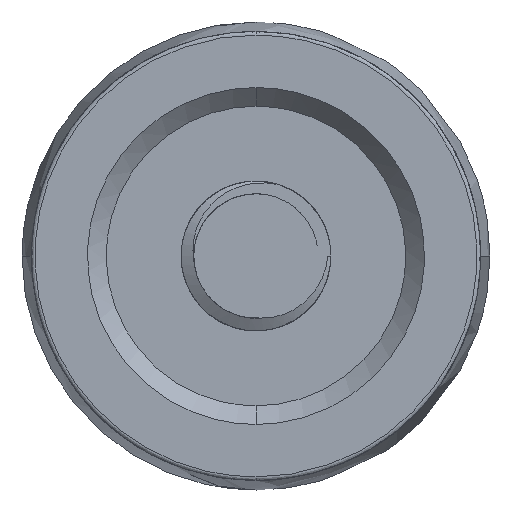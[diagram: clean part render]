
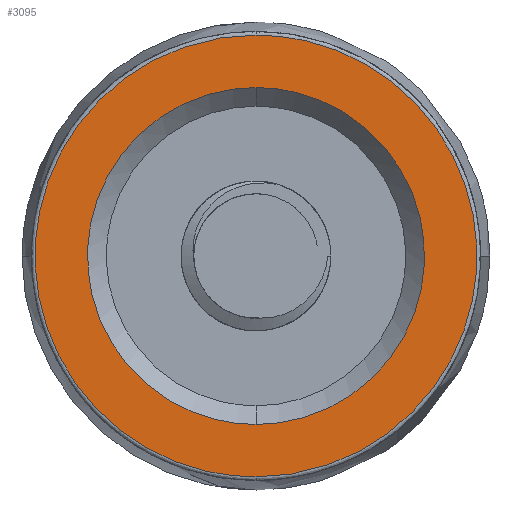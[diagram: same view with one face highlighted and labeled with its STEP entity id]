
A CAD part, front view. The second image highlights one B-rep face of the part: STEP entity #3095.
In plain terms, the highlighted free-form (B-spline) face has degree [1, 1] with [2, 2] control points.
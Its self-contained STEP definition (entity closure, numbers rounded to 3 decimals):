
#21 = EDGE_CURVE('',#22,#24,#26,.T.);
#22 = VERTEX_POINT('',#23);
#23 = CARTESIAN_POINT('',(0.,0.,-13.723));
#24 = VERTEX_POINT('',#25);
#25 = CARTESIAN_POINT('',(0.,0.,13.723));
#26 = ( BOUNDED_CURVE() B_SPLINE_CURVE(2,(#27,#28,#29,#30,#31),
.UNSPECIFIED.,.F.,.F.) B_SPLINE_CURVE_WITH_KNOTS((3,2,3),(3.142,
4.712,6.283),.PIECEWISE_BEZIER_KNOTS.) CURVE() 
GEOMETRIC_REPRESENTATION_ITEM() RATIONAL_B_SPLINE_CURVE((1.,
0.707,1.,0.707,1.)) REPRESENTATION_ITEM('') );
#27 = CARTESIAN_POINT('',(0.,0.,-13.723));
#28 = CARTESIAN_POINT('',(13.723,0.,-13.723));
#29 = CARTESIAN_POINT('',(13.723,0.,0.));
#30 = CARTESIAN_POINT('',(13.723,0.,13.723));
#31 = CARTESIAN_POINT('',(0.,0.,13.723));
#79 = VERTEX_POINT('',#80);
#80 = CARTESIAN_POINT('',(0.,0.,-10.467));
#85 = EDGE_CURVE('',#86,#79,#88,.T.);
#86 = VERTEX_POINT('',#87);
#87 = CARTESIAN_POINT('',(0.,0.,10.467));
#88 = ( BOUNDED_CURVE() B_SPLINE_CURVE(2,(#89,#90,#91,#92,#93),
.UNSPECIFIED.,.F.,.F.) B_SPLINE_CURVE_WITH_KNOTS((3,2,3),(3.142,
4.712,6.283),.PIECEWISE_BEZIER_KNOTS.) CURVE() 
GEOMETRIC_REPRESENTATION_ITEM() RATIONAL_B_SPLINE_CURVE((1.,
0.707,1.,0.707,1.)) REPRESENTATION_ITEM('') );
#89 = CARTESIAN_POINT('',(0.,0.,10.467));
#90 = CARTESIAN_POINT('',(-10.467,0.,10.467));
#91 = CARTESIAN_POINT('',(-10.467,0.,0.));
#92 = CARTESIAN_POINT('',(-10.467,0.,-10.467));
#93 = CARTESIAN_POINT('',(0.,0.,-10.467));
#3095 = ADVANCED_FACE('',(#3096,#3107),#3118,.F.);
#3096 = FACE_BOUND('',#3097,.T.);
#3097 = EDGE_LOOP('',(#3098,#3106));
#3098 = ORIENTED_EDGE('',*,*,#3099,.T.);
#3099 = EDGE_CURVE('',#24,#22,#3100,.T.);
#3100 = ( BOUNDED_CURVE() B_SPLINE_CURVE(2,(#3101,#3102,#3103,#3104,
#3105),.UNSPECIFIED.,.F.,.F.) B_SPLINE_CURVE_WITH_KNOTS((3,2,3),(0.,
1.571,3.142),.PIECEWISE_BEZIER_KNOTS.) CURVE() 
GEOMETRIC_REPRESENTATION_ITEM() RATIONAL_B_SPLINE_CURVE((1.,
0.707,1.,0.707,1.)) REPRESENTATION_ITEM('') );
#3101 = CARTESIAN_POINT('',(0.,0.,13.723));
#3102 = CARTESIAN_POINT('',(-13.723,0.,13.723));
#3103 = CARTESIAN_POINT('',(-13.723,0.,0.));
#3104 = CARTESIAN_POINT('',(-13.723,0.,-13.723));
#3105 = CARTESIAN_POINT('',(0.,0.,-13.723));
#3106 = ORIENTED_EDGE('',*,*,#21,.T.);
#3107 = FACE_BOUND('',#3108,.T.);
#3108 = EDGE_LOOP('',(#3109,#3117));
#3109 = ORIENTED_EDGE('',*,*,#3110,.F.);
#3110 = EDGE_CURVE('',#79,#86,#3111,.T.);
#3111 = ( BOUNDED_CURVE() B_SPLINE_CURVE(2,(#3112,#3113,#3114,#3115,
#3116),.UNSPECIFIED.,.F.,.F.) B_SPLINE_CURVE_WITH_KNOTS((3,2,3),(0.,
1.571,3.142),.PIECEWISE_BEZIER_KNOTS.) CURVE() 
GEOMETRIC_REPRESENTATION_ITEM() RATIONAL_B_SPLINE_CURVE((1.,
0.707,1.,0.707,1.)) REPRESENTATION_ITEM('') );
#3112 = CARTESIAN_POINT('',(0.,0.,-10.467));
#3113 = CARTESIAN_POINT('',(10.467,0.,-10.467));
#3114 = CARTESIAN_POINT('',(10.467,0.,0.));
#3115 = CARTESIAN_POINT('',(10.467,0.,10.467));
#3116 = CARTESIAN_POINT('',(0.,0.,10.467));
#3117 = ORIENTED_EDGE('',*,*,#85,.F.);
#3118 = B_SPLINE_SURFACE_WITH_KNOTS('',1,1,(
    (#3119,#3120)
    ,(#3121,#3122
    )),.UNSPECIFIED.,.F.,.F.,.F.,(2,2),(2,2),(-11.8,11.8),(-11.8,11.8),
  .PIECEWISE_BEZIER_KNOTS.);
#3119 = CARTESIAN_POINT('',(-13.723,0.,-13.723));
#3120 = CARTESIAN_POINT('',(13.723,0.,-13.723));
#3121 = CARTESIAN_POINT('',(-13.723,0.,13.723));
#3122 = CARTESIAN_POINT('',(13.723,0.,13.723));
